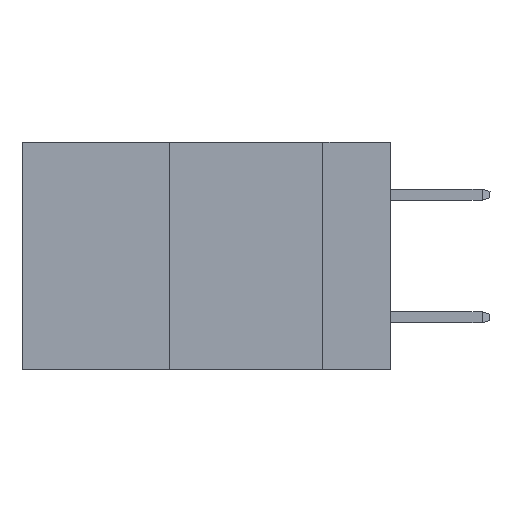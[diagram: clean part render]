
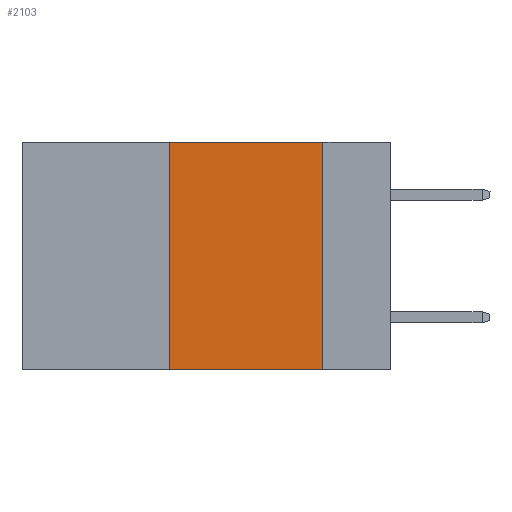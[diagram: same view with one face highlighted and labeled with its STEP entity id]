
A CAD part, left-side view. The second image highlights one B-rep face of the part: STEP entity #2103.
In plain terms, the highlighted planar face has unit normal (-1, 0, 0).
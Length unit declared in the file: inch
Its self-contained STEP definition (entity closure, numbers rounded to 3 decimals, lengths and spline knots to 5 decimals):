
#990 = VERTEX_POINT ( 'NONE', #3475 ) ;
#1335 = LINE ( 'NONE', #2173, #15255 ) ;
#1460 = PLANE ( 'NONE',  #3703 ) ;
#1779 = VERTEX_POINT ( 'NONE', #12968 ) ;
#2103 = ADVANCED_FACE ( 'NONE', ( #6193 ), #1460, .F. ) ;
#2173 = CARTESIAN_POINT ( 'NONE',  ( 0., 0.6, -0.37 ) ) ;
#3320 = DIRECTION ( 'NONE',  ( 0., -1., 0. ) ) ;
#3475 = CARTESIAN_POINT ( 'NONE',  ( 0., 0.36, -0.37 ) ) ;
#3477 = VECTOR ( 'NONE', #11600, 39.37008 ) ;
#3515 = DIRECTION ( 'NONE',  ( 0., -1., 0. ) ) ;
#3703 = AXIS2_PLACEMENT_3D ( 'NONE', #13648, #5531, #15005 ) ;
#4197 = VECTOR ( 'NONE', #5079, 39.37008 ) ;
#4419 = VECTOR ( 'NONE', #3320, 39.37008 ) ;
#5079 = DIRECTION ( 'NONE',  ( 0., 0., -1. ) ) ;
#5529 = EDGE_CURVE ( 'NONE', #990, #15107, #1335, .T. ) ;
#5531 = DIRECTION ( 'NONE',  ( 1., 0., 0. ) ) ;
#5596 = CARTESIAN_POINT ( 'NONE',  ( 0., 0.36, 0. ) ) ;
#6193 = FACE_OUTER_BOUND ( 'NONE', #11639, .T. ) ;
#7395 = LINE ( 'NONE', #10193, #3477 ) ;
#7515 = LINE ( 'NONE', #16729, #4419 ) ;
#7969 = EDGE_CURVE ( 'NONE', #9187, #1779, #7515, .T. ) ;
#8150 = EDGE_CURVE ( 'NONE', #1779, #15107, #8521, .T. ) ;
#8521 = LINE ( 'NONE', #17127, #4197 ) ;
#9187 = VERTEX_POINT ( 'NONE', #5596 ) ;
#10193 = CARTESIAN_POINT ( 'NONE',  ( 0., 0.36, 0. ) ) ;
#11119 = EDGE_CURVE ( 'NONE', #990, #9187, #7395, .T. ) ;
#11600 = DIRECTION ( 'NONE',  ( 0., 0., 1. ) ) ;
#11639 = EDGE_LOOP ( 'NONE', ( #15727, #11772, #13847, #11935 ) ) ;
#11772 = ORIENTED_EDGE ( 'NONE', *, *, #7969, .F. ) ;
#11935 = ORIENTED_EDGE ( 'NONE', *, *, #5529, .T. ) ;
#12968 = CARTESIAN_POINT ( 'NONE',  ( 0., 0.11, 0. ) ) ;
#13648 = CARTESIAN_POINT ( 'NONE',  ( 0., 0.6, 0. ) ) ;
#13847 = ORIENTED_EDGE ( 'NONE', *, *, #11119, .F. ) ;
#15005 = DIRECTION ( 'NONE',  ( 0., 0., -1. ) ) ;
#15107 = VERTEX_POINT ( 'NONE', #15226 ) ;
#15226 = CARTESIAN_POINT ( 'NONE',  ( 0., 0.11, -0.37 ) ) ;
#15255 = VECTOR ( 'NONE', #3515, 39.37008 ) ;
#15727 = ORIENTED_EDGE ( 'NONE', *, *, #8150, .F. ) ;
#16729 = CARTESIAN_POINT ( 'NONE',  ( 0., 0.6, 0. ) ) ;
#17127 = CARTESIAN_POINT ( 'NONE',  ( 0., 0.11, 0. ) ) ;
